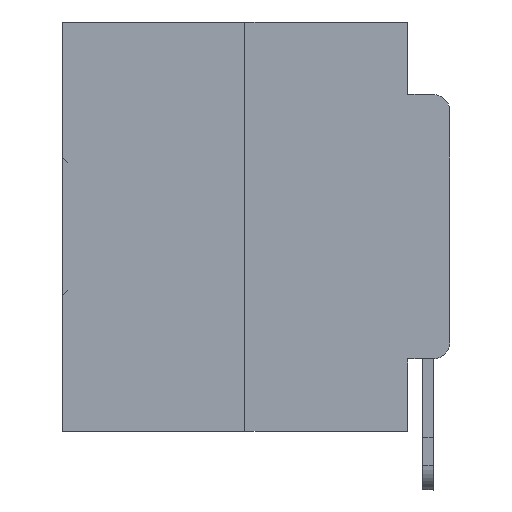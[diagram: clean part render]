
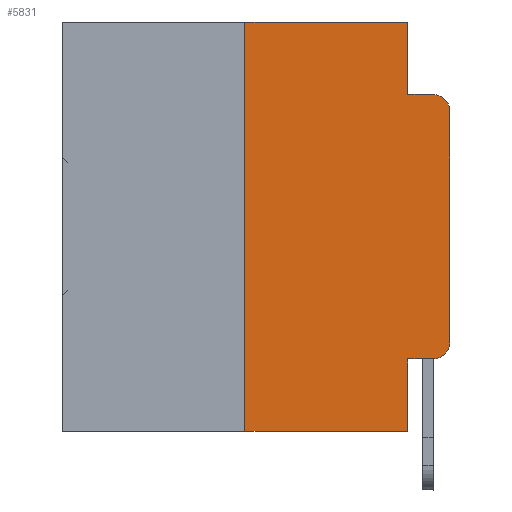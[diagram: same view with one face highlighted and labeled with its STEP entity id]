
A CAD part, left-side view. The second image highlights one B-rep face of the part: STEP entity #5831.
In plain terms, the highlighted planar face has unit normal (-1, 0, 0).
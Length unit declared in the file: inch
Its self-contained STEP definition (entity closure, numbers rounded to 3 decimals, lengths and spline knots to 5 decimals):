
#258 = VERTEX_POINT ( 'NONE', #25255 ) ;
#372 = AXIS2_PLACEMENT_3D ( 'NONE', #6673, #14588, #12350 ) ;
#447 = VERTEX_POINT ( 'NONE', #28688 ) ;
#604 = AXIS2_PLACEMENT_3D ( 'NONE', #21268, #31927, #24522 ) ;
#661 = EDGE_CURVE ( 'NONE', #23464, #20673, #16611, .T. ) ;
#671 = EDGE_CURVE ( 'NONE', #447, #1468, #9431, .T. ) ;
#781 = CARTESIAN_POINT ( 'NONE',  ( 0., 0.051, -0.0885 ) ) ;
#894 = LINE ( 'NONE', #6072, #21012 ) ;
#947 = LINE ( 'NONE', #781, #28965 ) ;
#1468 = VERTEX_POINT ( 'NONE', #19028 ) ;
#1501 = FACE_OUTER_BOUND ( 'NONE', #11485, .T. ) ;
#1587 = CARTESIAN_POINT ( 'NONE',  ( 0., 0.02, -0.1085 ) ) ;
#2124 = ORIENTED_EDGE ( 'NONE', *, *, #671, .T. ) ;
#2274 = VECTOR ( 'NONE', #3026, 39.37008 ) ;
#2725 = CARTESIAN_POINT ( 'NONE',  ( 0., 0.051, -0.0885 ) ) ;
#3026 = DIRECTION ( 'NONE',  ( 0., -1., 0. ) ) ;
#3521 = EDGE_CURVE ( 'NONE', #20673, #33879, #5533, .T. ) ;
#4505 = CARTESIAN_POINT ( 'NONE',  ( 0., 0.25, 0. ) ) ;
#4695 = CARTESIAN_POINT ( 'NONE',  ( 0., 0.25, 0. ) ) ;
#5385 = VERTEX_POINT ( 'NONE', #20598 ) ;
#5533 = LINE ( 'NONE', #24280, #6115 ) ;
#5715 = CARTESIAN_POINT ( 'NONE',  ( 0., 0.051, -0.4115 ) ) ;
#5831 = ADVANCED_FACE ( 'NONE', ( #1501 ), #25088, .F. ) ;
#5911 = ORIENTED_EDGE ( 'NONE', *, *, #661, .F. ) ;
#6072 = CARTESIAN_POINT ( 'NONE',  ( 0., 0.051, 0. ) ) ;
#6115 = VECTOR ( 'NONE', #8100, 39.37008 ) ;
#6530 = VECTOR ( 'NONE', #10880, 39.37008 ) ;
#6673 = CARTESIAN_POINT ( 'NONE',  ( 0., 0.473, 0. ) ) ;
#6771 = ORIENTED_EDGE ( 'NONE', *, *, #27658, .T. ) ;
#7089 = DIRECTION ( 'NONE',  ( 0., 0., -1. ) ) ;
#7660 = DIRECTION ( 'NONE',  ( 0., -1., 0. ) ) ;
#8100 = DIRECTION ( 'NONE',  ( 0., 0., -1. ) ) ;
#9431 = CIRCLE ( 'NONE', #604, 0.02 ) ;
#9859 = LINE ( 'NONE', #4695, #18025 ) ;
#10081 = EDGE_CURVE ( 'NONE', #27056, #258, #894, .T. ) ;
#10217 = LINE ( 'NONE', #5715, #6530 ) ;
#10264 = EDGE_CURVE ( 'NONE', #5385, #12163, #28171, .T. ) ;
#10565 = AXIS2_PLACEMENT_3D ( 'NONE', #1587, #17418, #7089 ) ;
#10767 = CARTESIAN_POINT ( 'NONE',  ( 0., 0.473, 0. ) ) ;
#10875 = CARTESIAN_POINT ( 'NONE',  ( 0., 0.051, 0. ) ) ;
#10880 = DIRECTION ( 'NONE',  ( 0., -1., 0. ) ) ;
#11485 = EDGE_LOOP ( 'NONE', ( #15880, #16959, #17482, #31919, #5911, #33581, #6771, #13780, #30557, #2124 ) ) ;
#12163 = VERTEX_POINT ( 'NONE', #24244 ) ;
#12350 = DIRECTION ( 'NONE',  ( 0., 0., -1. ) ) ;
#13780 = ORIENTED_EDGE ( 'NONE', *, *, #10081, .F. ) ;
#13884 = CARTESIAN_POINT ( 'NONE',  ( 0., 0.25, -0.5 ) ) ;
#14498 = DIRECTION ( 'NONE',  ( 0., 0., -1. ) ) ;
#14588 = DIRECTION ( 'NONE',  ( 1., 0., 0. ) ) ;
#15880 = ORIENTED_EDGE ( 'NONE', *, *, #18287, .T. ) ;
#16611 = LINE ( 'NONE', #10767, #2274 ) ;
#16959 = ORIENTED_EDGE ( 'NONE', *, *, #10264, .T. ) ;
#17418 = DIRECTION ( 'NONE',  ( -1., 0., 0. ) ) ;
#17482 = ORIENTED_EDGE ( 'NONE', *, *, #33104, .F. ) ;
#17695 = DIRECTION ( 'NONE',  ( 0., 0., 1. ) ) ;
#18025 = VECTOR ( 'NONE', #20526, 39.37008 ) ;
#18287 = EDGE_CURVE ( 'NONE', #1468, #5385, #23369, .T. ) ;
#18676 = CARTESIAN_POINT ( 'NONE',  ( 0., 0.473, -0.5 ) ) ;
#18712 = DIRECTION ( 'NONE',  ( 0., -1., 0. ) ) ;
#19028 = CARTESIAN_POINT ( 'NONE',  ( 0., 0., -0.3915 ) ) ;
#20441 = CARTESIAN_POINT ( 'NONE',  ( 0., 0., 0. ) ) ;
#20526 = DIRECTION ( 'NONE',  ( 0., 0., 1. ) ) ;
#20598 = CARTESIAN_POINT ( 'NONE',  ( 0., 0., -0.1085 ) ) ;
#20673 = VERTEX_POINT ( 'NONE', #10875 ) ;
#21012 = VECTOR ( 'NONE', #14498, 39.37008 ) ;
#21268 = CARTESIAN_POINT ( 'NONE',  ( 0., 0.02, -0.3915 ) ) ;
#21736 = EDGE_CURVE ( 'NONE', #27056, #447, #10217, .T. ) ;
#23369 = LINE ( 'NONE', #20441, #26865 ) ;
#23464 = VERTEX_POINT ( 'NONE', #4505 ) ;
#23922 = VERTEX_POINT ( 'NONE', #13884 ) ;
#24244 = CARTESIAN_POINT ( 'NONE',  ( 0., 0.02, -0.0885 ) ) ;
#24280 = CARTESIAN_POINT ( 'NONE',  ( 0., 0.051, 0. ) ) ;
#24522 = DIRECTION ( 'NONE',  ( 0., 0., -1. ) ) ;
#25088 = PLANE ( 'NONE',  #372 ) ;
#25255 = CARTESIAN_POINT ( 'NONE',  ( 0., 0.051, -0.5 ) ) ;
#26865 = VECTOR ( 'NONE', #17695, 39.37008 ) ;
#27056 = VERTEX_POINT ( 'NONE', #31277 ) ;
#27658 = EDGE_CURVE ( 'NONE', #23922, #258, #31728, .T. ) ;
#28171 = CIRCLE ( 'NONE', #10565, 0.02 ) ;
#28688 = CARTESIAN_POINT ( 'NONE',  ( 0., 0.02, -0.4115 ) ) ;
#28965 = VECTOR ( 'NONE', #18712, 39.37008 ) ;
#30557 = ORIENTED_EDGE ( 'NONE', *, *, #21736, .T. ) ;
#31277 = CARTESIAN_POINT ( 'NONE',  ( 0., 0.051, -0.4115 ) ) ;
#31480 = VECTOR ( 'NONE', #7660, 39.37008 ) ;
#31728 = LINE ( 'NONE', #18676, #31480 ) ;
#31919 = ORIENTED_EDGE ( 'NONE', *, *, #3521, .F. ) ;
#31927 = DIRECTION ( 'NONE',  ( -1., 0., 0. ) ) ;
#31949 = EDGE_CURVE ( 'NONE', #23922, #23464, #9859, .T. ) ;
#33104 = EDGE_CURVE ( 'NONE', #33879, #12163, #947, .T. ) ;
#33581 = ORIENTED_EDGE ( 'NONE', *, *, #31949, .F. ) ;
#33879 = VERTEX_POINT ( 'NONE', #2725 ) ;
